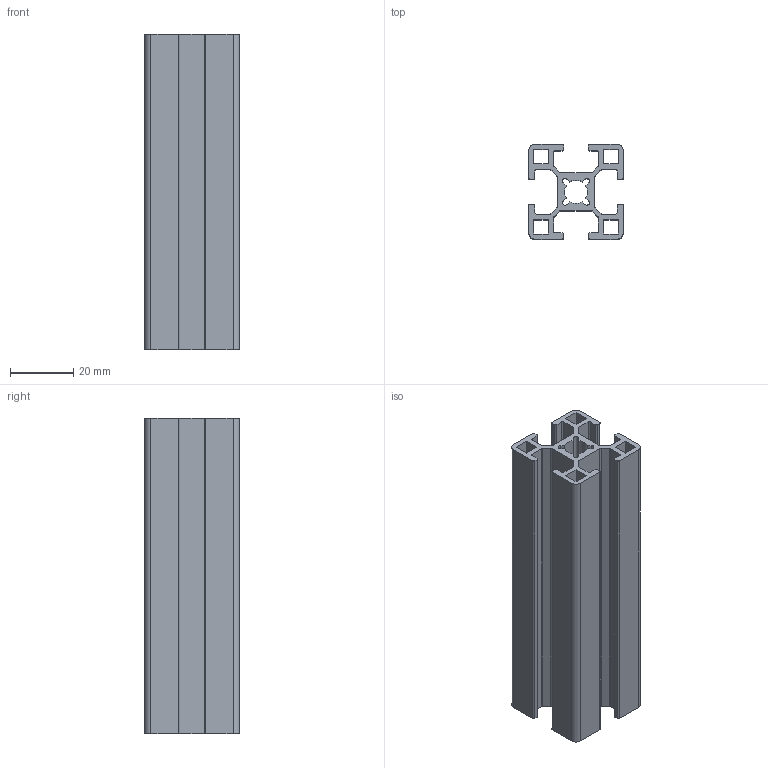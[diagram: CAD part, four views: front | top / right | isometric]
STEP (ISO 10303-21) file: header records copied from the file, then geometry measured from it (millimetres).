
FILE_DESCRIPTION (( 'STEP AP203' ), '1' );
FILE_NAME ('B Profile 30 x 30 .STEP', '2024-05-12T12:31:37', ( '' ), ( '' ), 'SwSTEP 2.0', 'SolidWorks 2022', '' );
FILE_SCHEMA (( 'CONFIG_CONTROL_DESIGN' ));
Length unit declared in the file: millimetre
Products named in the file (1): B Profile 30 x 30 
Bounding box: 30 x 30 x 100 mm (x, y, z)
Volume: 31147 mm3; surface area: 34153.2 mm2
Topology: 1 solids, 1 shells, 125 faces, 369 edges, 246 vertices
Faces by surface type: plane 70, cylinder 55
Entity records: 4290 total; most frequent: CARTESIAN_POINT 741, ORIENTED_EDGE 738, DIRECTION 731, EDGE_CURVE 369, LINE 259, VECTOR 259, VERTEX_POINT 246, AXIS2_PLACEMENT_3D 236
